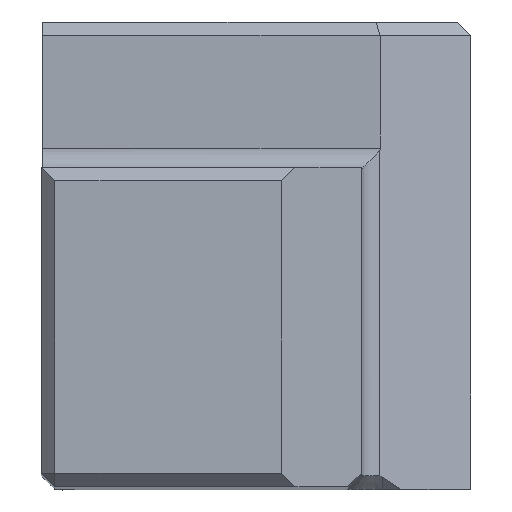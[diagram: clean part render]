
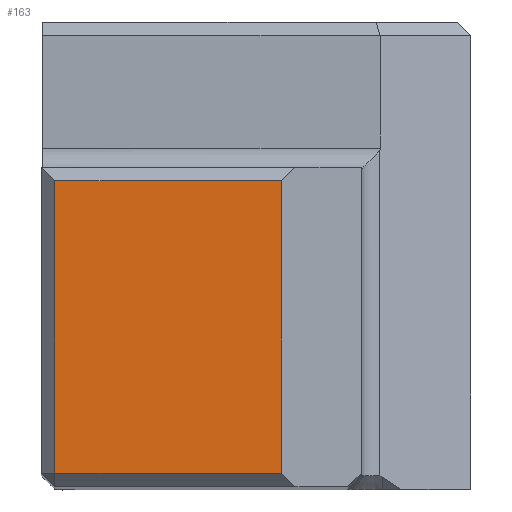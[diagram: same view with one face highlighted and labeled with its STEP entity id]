
A CAD part, top view. The second image highlights one B-rep face of the part: STEP entity #163.
In plain terms, the highlighted planar face has unit normal (0, 0, 1).
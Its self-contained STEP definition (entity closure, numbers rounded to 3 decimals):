
#163=ADVANCED_FACE('',(#263),#220,.T.);
#220=PLANE('',#1195);
#263=FACE_OUTER_BOUND('',#315,.T.);
#315=EDGE_LOOP('',(#425,#426,#427,#428));
#425=ORIENTED_EDGE('',*,*,#790,.F.);
#426=ORIENTED_EDGE('',*,*,#791,.T.);
#427=ORIENTED_EDGE('',*,*,#792,.T.);
#428=ORIENTED_EDGE('',*,*,#793,.T.);
#693=VERTEX_POINT('',#1678);
#694=VERTEX_POINT('',#1679);
#695=VERTEX_POINT('',#1681);
#696=VERTEX_POINT('',#1683);
#790=EDGE_CURVE('',#693,#694,#923,.T.);
#791=EDGE_CURVE('',#693,#695,#924,.T.);
#792=EDGE_CURVE('',#695,#696,#925,.T.);
#793=EDGE_CURVE('',#696,#694,#926,.T.);
#923=LINE('',#1677,#1036);
#924=LINE('',#1680,#1037);
#925=LINE('',#1682,#1038);
#926=LINE('',#1684,#1039);
#1036=VECTOR('',#1344,1.);
#1037=VECTOR('',#1345,1.);
#1038=VECTOR('',#1346,1.);
#1039=VECTOR('',#1347,1.);
#1195=AXIS2_PLACEMENT_3D('',#1685,#1348,#1349);
#1344=DIRECTION('',(0.,-1.,0.));
#1345=DIRECTION('',(-1.,0.,0.));
#1346=DIRECTION('',(0.,-1.,0.));
#1347=DIRECTION('',(1.,0.,0.));
#1348=DIRECTION('',(0.,0.,1.));
#1349=DIRECTION('',(1.,0.,0.));
#1677=CARTESIAN_POINT('',(9.022,118.596,0.));
#1678=CARTESIAN_POINT('',(9.022,11.518,0.));
#1679=CARTESIAN_POINT('',(9.022,0.543,0.));
#1680=CARTESIAN_POINT('',(6.008,11.518,0.));
#1681=CARTESIAN_POINT('',(0.521,11.518,0.));
#1682=CARTESIAN_POINT('',(0.521,0.043,0.));
#1683=CARTESIAN_POINT('',(0.521,0.543,0.));
#1684=CARTESIAN_POINT('',(6.008,0.543,0.));
#1685=CARTESIAN_POINT('',(6.008,6.031,0.));
